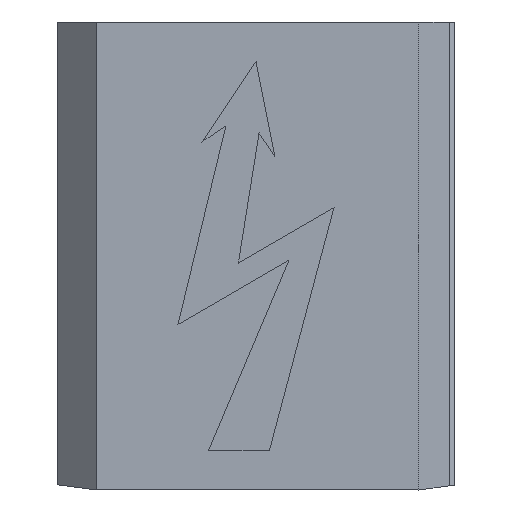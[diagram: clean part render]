
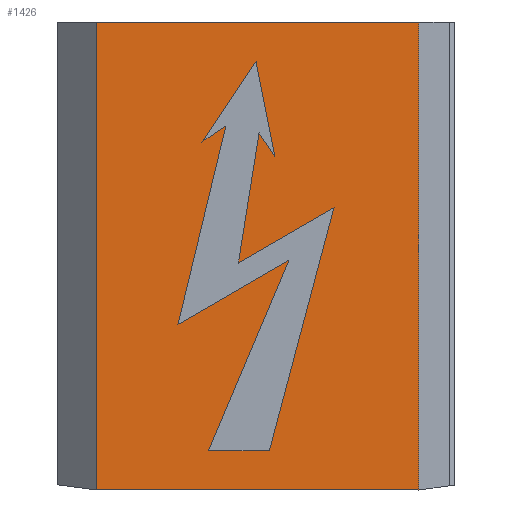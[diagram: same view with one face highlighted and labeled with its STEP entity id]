
A CAD part, top view. The second image highlights one B-rep face of the part: STEP entity #1426.
In plain terms, the highlighted planar face has unit normal (0, 0, 1).
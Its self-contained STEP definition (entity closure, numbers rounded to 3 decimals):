
#1328=AXIS2_PLACEMENT_3D('Plane Axis2P3D',#1325,#1326,#1327) ;
#1022=CARTESIAN_POINT('Vertex',(0.5,6.,12.476)) ;
#1029=CARTESIAN_POINT('Vertex',(0.5,0.,12.476)) ;
#1032=CARTESIAN_POINT('Line Origine',(0.5,3.,12.476)) ;
#1053=CARTESIAN_POINT('Vertex',(4.635,6.,12.476)) ;
#1058=CARTESIAN_POINT('Line Origine',(4.635,3.,12.476)) ;
#1062=CARTESIAN_POINT('Vertex',(4.635,0.,12.476)) ;
#1189=CARTESIAN_POINT('Line Origine',(2.567,6.,12.476)) ;
#1274=CARTESIAN_POINT('Line Origine',(2.567,0.,12.476)) ;
#1325=CARTESIAN_POINT('Axis2P3D Location',(0.,6.,12.476)) ;
#1336=CARTESIAN_POINT('Line Origine',(2.691,4.425,12.476)) ;
#1340=CARTESIAN_POINT('Vertex',(2.59,4.577,12.476)) ;
#1342=CARTESIAN_POINT('Vertex',(2.793,4.274,12.476)) ;
#1345=CARTESIAN_POINT('Line Origine',(2.458,3.744,12.476)) ;
#1349=CARTESIAN_POINT('Vertex',(2.325,2.91,12.476)) ;
#1352=CARTESIAN_POINT('Line Origine',(2.937,3.264,12.476)) ;
#1356=CARTESIAN_POINT('Vertex',(3.55,3.618,12.476)) ;
#1359=CARTESIAN_POINT('Line Origine',(3.136,2.059,12.476)) ;
#1363=CARTESIAN_POINT('Vertex',(2.722,0.5,12.476)) ;
#1366=CARTESIAN_POINT('Line Origine',(2.331,0.5,12.476)) ;
#1370=CARTESIAN_POINT('Vertex',(1.941,0.5,12.476)) ;
#1373=CARTESIAN_POINT('Line Origine',(2.456,1.722,12.476)) ;
#1377=CARTESIAN_POINT('Vertex',(2.972,2.944,12.476)) ;
#1380=CARTESIAN_POINT('Line Origine',(2.261,2.534,12.476)) ;
#1384=CARTESIAN_POINT('Vertex',(1.55,2.123,12.476)) ;
#1387=CARTESIAN_POINT('Line Origine',(1.856,3.395,12.476)) ;
#1391=CARTESIAN_POINT('Vertex',(2.162,4.666,12.476)) ;
#1394=CARTESIAN_POINT('Line Origine',(2.008,4.564,12.476)) ;
#1398=CARTESIAN_POINT('Vertex',(1.854,4.461,12.476)) ;
#1401=CARTESIAN_POINT('Line Origine',(2.202,4.981,12.476)) ;
#1405=CARTESIAN_POINT('Vertex',(2.55,5.5,12.476)) ;
#1408=CARTESIAN_POINT('Line Origine',(2.671,4.887,12.476)) ;
#1033=DIRECTION('Vector Direction',(0.,-1.,0.)) ;
#1059=DIRECTION('Vector Direction',(0.,-1.,0.)) ;
#1190=DIRECTION('Vector Direction',(1.,0.,0.)) ;
#1275=DIRECTION('Vector Direction',(1.,0.,0.)) ;
#1326=DIRECTION('Axis2P3D Direction',(0.,0.,1.)) ;
#1327=DIRECTION('Axis2P3D XDirection',(-1.,0.,0.)) ;
#1337=DIRECTION('Vector Direction',(-0.555,0.832,0.)) ;
#1346=DIRECTION('Vector Direction',(-0.157,-0.988,0.)) ;
#1353=DIRECTION('Vector Direction',(-0.866,-0.5,0.)) ;
#1360=DIRECTION('Vector Direction',(-0.257,-0.966,0.)) ;
#1367=DIRECTION('Vector Direction',(-1.,0.,0.)) ;
#1374=DIRECTION('Vector Direction',(-0.389,-0.921,0.)) ;
#1381=DIRECTION('Vector Direction',(-0.866,-0.5,0.)) ;
#1388=DIRECTION('Vector Direction',(-0.234,-0.972,0.)) ;
#1395=DIRECTION('Vector Direction',(-0.832,-0.555,0.)) ;
#1402=DIRECTION('Vector Direction',(-0.556,-0.831,0.)) ;
#1409=DIRECTION('Vector Direction',(-0.194,0.981,0.)) ;
#1034=VECTOR('Line Direction',#1033,1.) ;
#1060=VECTOR('Line Direction',#1059,1.) ;
#1191=VECTOR('Line Direction',#1190,1.) ;
#1276=VECTOR('Line Direction',#1275,1.) ;
#1338=VECTOR('Line Direction',#1337,1.) ;
#1347=VECTOR('Line Direction',#1346,1.) ;
#1354=VECTOR('Line Direction',#1353,1.) ;
#1361=VECTOR('Line Direction',#1360,1.) ;
#1368=VECTOR('Line Direction',#1367,1.) ;
#1375=VECTOR('Line Direction',#1374,1.) ;
#1382=VECTOR('Line Direction',#1381,1.) ;
#1389=VECTOR('Line Direction',#1388,1.) ;
#1396=VECTOR('Line Direction',#1395,1.) ;
#1403=VECTOR('Line Direction',#1402,1.) ;
#1410=VECTOR('Line Direction',#1409,1.) ;
#1331=ORIENTED_EDGE('',*,*,#1278,.T.) ;
#1332=ORIENTED_EDGE('',*,*,#1064,.F.) ;
#1333=ORIENTED_EDGE('',*,*,#1193,.F.) ;
#1334=ORIENTED_EDGE('',*,*,#1036,.T.) ;
#1414=ORIENTED_EDGE('',*,*,#1344,.F.) ;
#1415=ORIENTED_EDGE('',*,*,#1351,.F.) ;
#1416=ORIENTED_EDGE('',*,*,#1358,.F.) ;
#1417=ORIENTED_EDGE('',*,*,#1365,.F.) ;
#1418=ORIENTED_EDGE('',*,*,#1372,.F.) ;
#1419=ORIENTED_EDGE('',*,*,#1379,.F.) ;
#1420=ORIENTED_EDGE('',*,*,#1386,.F.) ;
#1421=ORIENTED_EDGE('',*,*,#1393,.F.) ;
#1422=ORIENTED_EDGE('',*,*,#1400,.F.) ;
#1423=ORIENTED_EDGE('',*,*,#1407,.F.) ;
#1424=ORIENTED_EDGE('',*,*,#1412,.F.) ;
#1425=FACE_BOUND('',#1413,.T.) ;
#1426=ADVANCED_FACE('Koerper.2',(#1335,#1425),#1329,.T.) ;
#1036=EDGE_CURVE('',#1023,#1030,#1035,.T.) ;
#1064=EDGE_CURVE('',#1054,#1063,#1061,.T.) ;
#1193=EDGE_CURVE('',#1023,#1054,#1192,.T.) ;
#1278=EDGE_CURVE('',#1030,#1063,#1277,.T.) ;
#1344=EDGE_CURVE('',#1341,#1343,#1339,.F.) ;
#1351=EDGE_CURVE('',#1350,#1341,#1348,.F.) ;
#1358=EDGE_CURVE('',#1357,#1350,#1355,.T.) ;
#1365=EDGE_CURVE('',#1364,#1357,#1362,.F.) ;
#1372=EDGE_CURVE('',#1371,#1364,#1369,.F.) ;
#1379=EDGE_CURVE('',#1378,#1371,#1376,.T.) ;
#1386=EDGE_CURVE('',#1385,#1378,#1383,.F.) ;
#1393=EDGE_CURVE('',#1392,#1385,#1390,.T.) ;
#1400=EDGE_CURVE('',#1399,#1392,#1397,.F.) ;
#1407=EDGE_CURVE('',#1406,#1399,#1404,.T.) ;
#1412=EDGE_CURVE('',#1343,#1406,#1411,.T.) ;
#1330=EDGE_LOOP('',(#1331,#1332,#1333,#1334)) ;
#1413=EDGE_LOOP('',(#1414,#1415,#1416,#1417,#1418,#1419,#1420,#1421,#1422,#1423,#1424)) ;
#1335=FACE_OUTER_BOUND('',#1330,.T.) ;
#1035=LINE('Line',#1032,#1034) ;
#1061=LINE('Line',#1058,#1060) ;
#1192=LINE('Line',#1189,#1191) ;
#1277=LINE('Line',#1274,#1276) ;
#1339=LINE('Line',#1336,#1338) ;
#1348=LINE('Line',#1345,#1347) ;
#1355=LINE('Line',#1352,#1354) ;
#1362=LINE('Line',#1359,#1361) ;
#1369=LINE('Line',#1366,#1368) ;
#1376=LINE('Line',#1373,#1375) ;
#1383=LINE('Line',#1380,#1382) ;
#1390=LINE('Line',#1387,#1389) ;
#1397=LINE('Line',#1394,#1396) ;
#1404=LINE('Line',#1401,#1403) ;
#1411=LINE('Line',#1408,#1410) ;
#1329=PLANE('',#1328) ;
#1023=VERTEX_POINT('',#1022) ;
#1030=VERTEX_POINT('',#1029) ;
#1054=VERTEX_POINT('',#1053) ;
#1063=VERTEX_POINT('',#1062) ;
#1341=VERTEX_POINT('',#1340) ;
#1343=VERTEX_POINT('',#1342) ;
#1350=VERTEX_POINT('',#1349) ;
#1357=VERTEX_POINT('',#1356) ;
#1364=VERTEX_POINT('',#1363) ;
#1371=VERTEX_POINT('',#1370) ;
#1378=VERTEX_POINT('',#1377) ;
#1385=VERTEX_POINT('',#1384) ;
#1392=VERTEX_POINT('',#1391) ;
#1399=VERTEX_POINT('',#1398) ;
#1406=VERTEX_POINT('',#1405) ;
